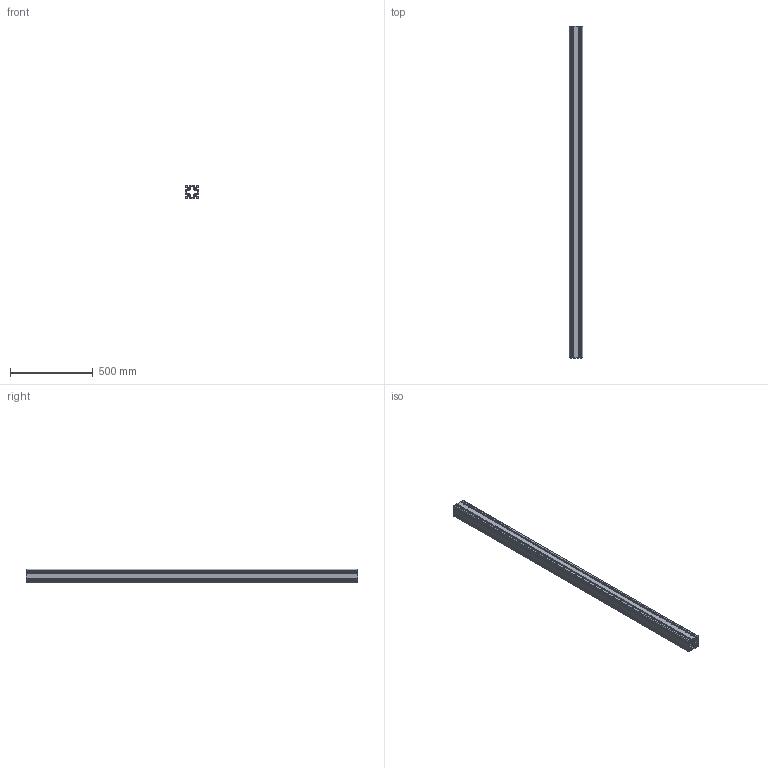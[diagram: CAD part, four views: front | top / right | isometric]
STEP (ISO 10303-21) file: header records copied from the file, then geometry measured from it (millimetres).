
FILE_DESCRIPTION(/* description */ ('KriTec Profil 8 80x80 schwer'),/* implementation_level */ '2;1');
FILE_NAME(/* name */ '10082_KriTec_Profil_8_80x80_schwer_1.stp',/* time_stamp */ '2019-10-15T13:26:09+02:00',/* author */ ('jendrek'),/* organization */ (''),/* preprocessor_version */ 'ST-DEVELOPER v17',/* originating_system */ 'Autodesk Inventor 2018',/* authorisation */ '');
FILE_SCHEMA (('AUTOMOTIVE_DESIGN { 1 0 10303 214 3 1 1 }'));
Length unit declared in the file: millimetre
Products named in the file (1): 10082-2000
Bounding box: 80 x 2000 x 80 mm (x, y, z)
Volume: 5243673.4 mm3; surface area: 1841515.9 mm2
Topology: 1 solids, 1 shells, 184 faces, 546 edges, 364 vertices
Faces by surface type: cylinder 96, plane 88
Full cylindrical faces by diameter (mm): 6.8 x4
Entity records: 6281 total; most frequent: DIRECTION 1108, CARTESIAN_POINT 1095, ORIENTED_EDGE 1092, EDGE_CURVE 546, AXIS2_PLACEMENT_3D 377, VERTEX_POINT 364, LINE 354, VECTOR 354
